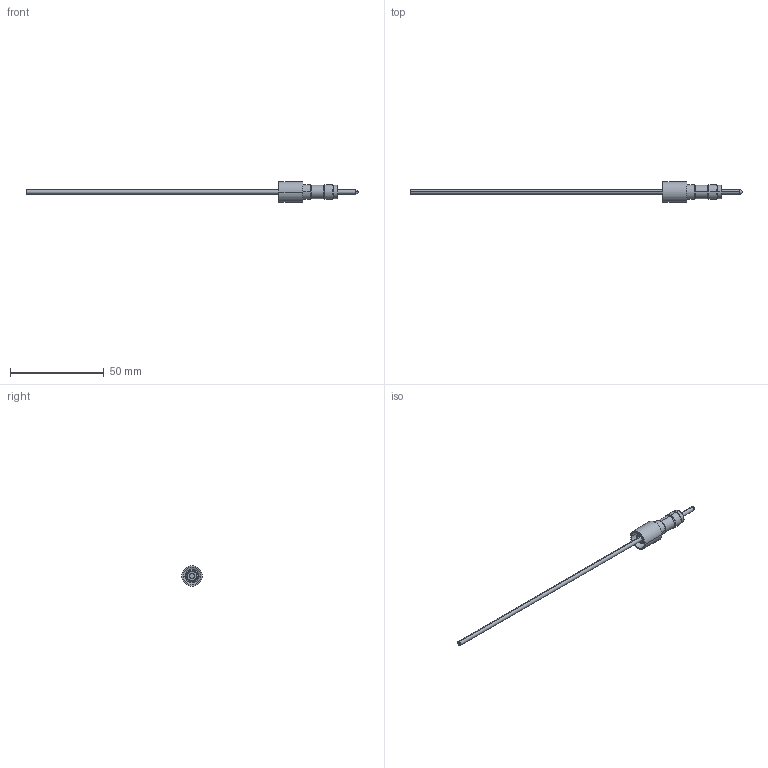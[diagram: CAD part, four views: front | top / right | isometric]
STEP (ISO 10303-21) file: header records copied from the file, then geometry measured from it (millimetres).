
FILE_DESCRIPTION (( 'STEP AP214' ), '1' );
FILE_NAME ('265-025CU5K.STEP', '2016-07-14T09:01:08', ( 'allectra' ), ( 'Microsoft' ), 'SwSTEP 2.0', 'SolidWorks 2014', '' );
FILE_SCHEMA (( 'AUTOMOTIVE_DESIGN' ));
Length unit declared in the file: millimetre
Products named in the file (2): 265-025CU5K
Bounding box: 177.29 x 11.05 x 11.05 mm (x, y, z)
Volume: 2153.9 mm3; surface area: 3300.1 mm2
Topology: 1 solids, 1 shells, 68 faces, 150 edges, 94 vertices
Faces by surface type: cylinder 34, cone 14, plane 12, bspline 8
Entity records: 2289 total; most frequent: CARTESIAN_POINT 520, DIRECTION 364, ORIENTED_EDGE 300, AXIS2_PLACEMENT_3D 158, EDGE_CURVE 150, CIRCLE 96, VERTEX_POINT 94, EDGE_LOOP 78
